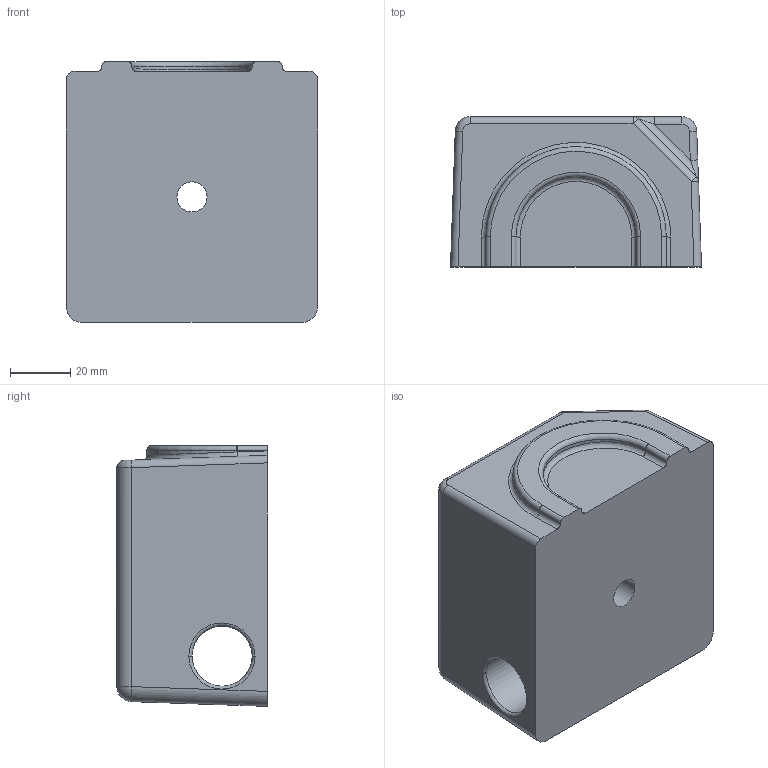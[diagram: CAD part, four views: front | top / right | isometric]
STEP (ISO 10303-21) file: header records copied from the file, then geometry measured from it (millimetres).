
FILE_DESCRIPTION(('produced by SPATIAL CORP'),'2;1');
FILE_NAME('pmd0039da.prt.hh.sat.stp', '2002-04-19T13:54:10+00:00',('SPATIAL CORP'),('SPATIAL CORP'), 'ACIS STEP Husk','http://www.spatial.com','SPATIAL CORP');
FILE_SCHEMA(('CONFIG_CONTROL_DESIGN'));
Length unit declared in the file: millimetre
Products named in the file (1): PRODUCT_ID_1
Bounding box: 83.49 x 50 x 86.75 mm (x, y, z)
Volume: 266916.5 mm3; surface area: 38720.8 mm2
Topology: 1 solids, 1 shells, 143 faces, 340 edges, 204 vertices
Faces by surface type: torus 65, cylinder 44, plane 21, bspline 11, sphere 2
Entity records: 14925 total; most frequent: CARTESIAN_POINT 11836, ORIENTED_EDGE 676, DIRECTION 598, EDGE_CURVE 338, AXIS2_PLACEMENT_3D 260, VERTEX_POINT 204, CIRCLE 178, EDGE_LOOP 154
